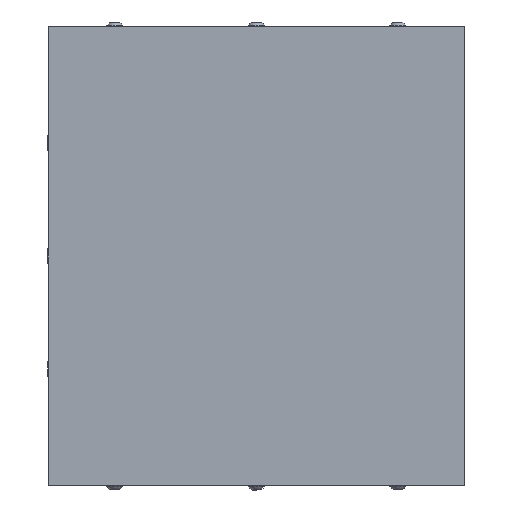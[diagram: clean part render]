
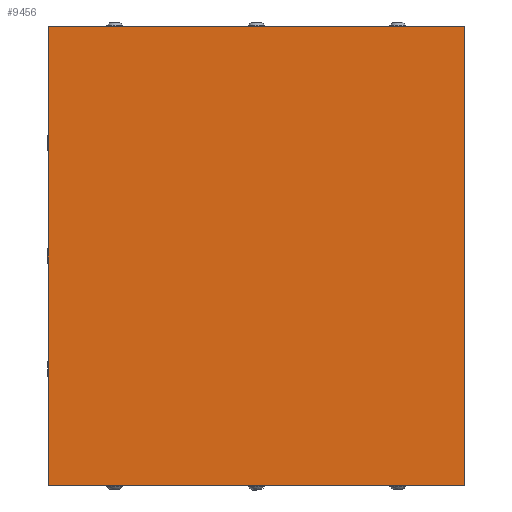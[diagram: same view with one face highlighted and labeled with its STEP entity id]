
A CAD part, front view. The second image highlights one B-rep face of the part: STEP entity #9456.
In plain terms, the highlighted planar face has unit normal (0, -1, 0).
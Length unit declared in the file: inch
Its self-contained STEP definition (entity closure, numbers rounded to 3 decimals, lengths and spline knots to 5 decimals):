
#406 = EDGE_CURVE ( 'NONE', #15266, #13153, #21207, .T. ) ;
#598 = LINE ( 'NONE', #19954, #9690 ) ;
#782 = DIRECTION ( 'NONE',  ( 1., 0., 0. ) ) ;
#2003 = CARTESIAN_POINT ( 'NONE',  ( 2.8937, 1.47, 3.18898 ) ) ;
#3263 = DIRECTION ( 'NONE',  ( -1., 0., 0. ) ) ;
#3480 = CARTESIAN_POINT ( 'NONE',  ( -0.71961, 1.47, 3.18898 ) ) ;
#4238 = ORIENTED_EDGE ( 'NONE', *, *, #18358, .T. ) ;
#4424 = PLANE ( 'NONE',  #17316 ) ;
#4455 = DIRECTION ( 'NONE',  ( 0., -1., 0. ) ) ;
#4974 = LINE ( 'NONE', #7541, #12793 ) ;
#5078 = CARTESIAN_POINT ( 'NONE',  ( -2.8937, 1.47, -3.18898 ) ) ;
#6410 = VECTOR ( 'NONE', #3263, 39.37008 ) ;
#7109 = DIRECTION ( 'NONE',  ( 0., 0., -1. ) ) ;
#7310 = CARTESIAN_POINT ( 'NONE',  ( 2.8937, 1.47, -3.18898 ) ) ;
#7349 = CARTESIAN_POINT ( 'NONE',  ( -2.8937, 1.47, -3.735 ) ) ;
#7541 = CARTESIAN_POINT ( 'NONE',  ( -2.8937, 1.47, 0. ) ) ;
#8350 = VERTEX_POINT ( 'NONE', #7310 ) ;
#8792 = ORIENTED_EDGE ( 'NONE', *, *, #406, .T. ) ;
#9269 = EDGE_LOOP ( 'NONE', ( #15399, #4238, #22621, #8792 ) ) ;
#9456 = ADVANCED_FACE ( 'NONE', ( #21488 ), #4424, .T. ) ;
#9690 = VECTOR ( 'NONE', #10764, 39.37008 ) ;
#10764 = DIRECTION ( 'NONE',  ( 0., 0., -1. ) ) ;
#12793 = VECTOR ( 'NONE', #14783, 39.37008 ) ;
#13153 = VERTEX_POINT ( 'NONE', #19498 ) ;
#13217 = CARTESIAN_POINT ( 'NONE',  ( -0.71961, 1.47, -3.18898 ) ) ;
#14783 = DIRECTION ( 'NONE',  ( 0., 0., -1. ) ) ;
#15266 = VERTEX_POINT ( 'NONE', #2003 ) ;
#15399 = ORIENTED_EDGE ( 'NONE', *, *, #21262, .T. ) ;
#17316 = AXIS2_PLACEMENT_3D ( 'NONE', #7349, #4455, #7109 ) ;
#17324 = VECTOR ( 'NONE', #782, 39.37008 ) ;
#17789 = VERTEX_POINT ( 'NONE', #5078 ) ;
#17863 = EDGE_CURVE ( 'NONE', #15266, #8350, #598, .T. ) ;
#18358 = EDGE_CURVE ( 'NONE', #17789, #8350, #23010, .T. ) ;
#19498 = CARTESIAN_POINT ( 'NONE',  ( -2.8937, 1.47, 3.18898 ) ) ;
#19954 = CARTESIAN_POINT ( 'NONE',  ( 2.8937, 1.47, -3.735 ) ) ;
#21207 = LINE ( 'NONE', #3480, #6410 ) ;
#21262 = EDGE_CURVE ( 'NONE', #13153, #17789, #4974, .T. ) ;
#21488 = FACE_OUTER_BOUND ( 'NONE', #9269, .T. ) ;
#22621 = ORIENTED_EDGE ( 'NONE', *, *, #17863, .F. ) ;
#23010 = LINE ( 'NONE', #13217, #17324 ) ;
